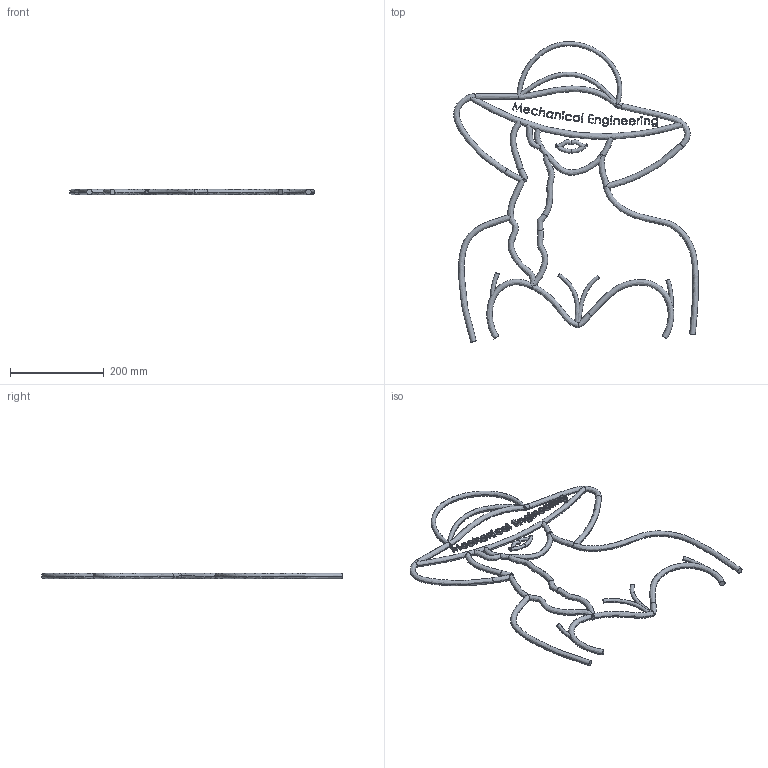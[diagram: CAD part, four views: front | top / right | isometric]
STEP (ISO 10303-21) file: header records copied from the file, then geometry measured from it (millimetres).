
FILE_DESCRIPTION(('FreeCAD Model'),'2;1');
FILE_NAME('Open CASCADE Shape Model','2025-05-08T03:52:54',('FreeCAD'),( 'FreeCAD'),'Open CASCADE STEP processor 7.6','FreeCAD','Unknown');
FILE_SCHEMA(('AUTOMOTIVE_DESIGN { 1 0 10303 214 1 1 1 1 }'));
Products named in the file (1): Open CASCADE STEP translator 7.6 1
Bounding box: 521.95 x 641.67 x 11.93 mm (x, y, z)
Volume: 503732.7 mm3; surface area: 182202 mm2
Topology: 26 solids, 26 shells, 462 faces, 1179 edges, 742 vertices
Faces by surface type: bspline 462
Entity records: 43229 total; most frequent: CARTESIAN_POINT 36089, ORIENTED_EDGE 2338, EDGE_CURVE 1169, B_SPLINE_CURVE_WITH_KNOTS 1069, VERTEX_POINT 742, FACE_BOUND 477, EDGE_LOOP 477, ADVANCED_FACE 462
